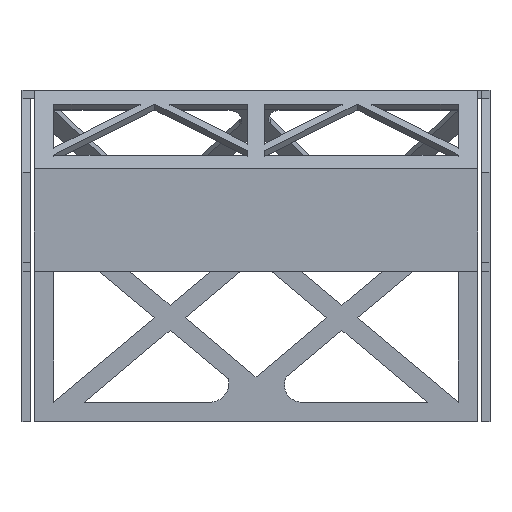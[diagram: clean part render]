
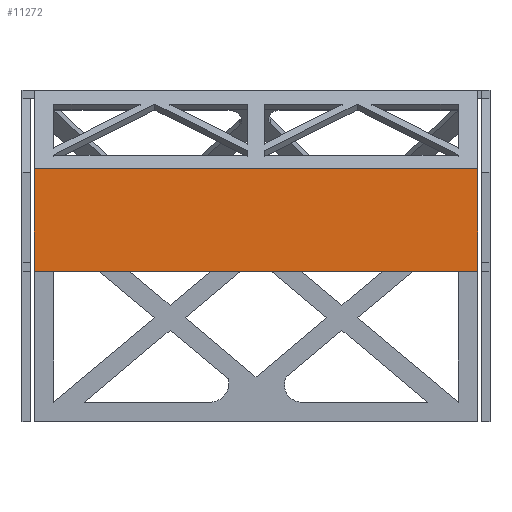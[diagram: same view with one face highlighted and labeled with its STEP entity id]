
A CAD part, front view. The second image highlights one B-rep face of the part: STEP entity #11272.
In plain terms, the highlighted planar face has unit normal (0, -1, 0).
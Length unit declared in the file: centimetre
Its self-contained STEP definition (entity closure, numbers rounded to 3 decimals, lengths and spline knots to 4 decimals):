
#1315=FACE_OUTER_BOUND('',#2017,.T.);
#2017=EDGE_LOOP('',(#10336,#10337,#10338,#10339));
#3198=LINE('',#19770,#4412);
#3214=LINE('',#19802,#4428);
#3224=LINE('',#19822,#4438);
#3228=LINE('',#19830,#4442);
#4412=VECTOR('',#13759,1.);
#4428=VECTOR('',#13787,1.);
#4438=VECTOR('',#13809,1.);
#4442=VECTOR('',#13821,1.);
#5504=VERTEX_POINT('',#19767);
#5505=VERTEX_POINT('',#19769);
#5514=VERTEX_POINT('',#19799);
#5515=VERTEX_POINT('',#19801);
#7100=EDGE_CURVE('',#5504,#5505,#3198,.T.);
#7116=EDGE_CURVE('',#5515,#5514,#3214,.T.);
#7126=EDGE_CURVE('',#5505,#5514,#3224,.T.);
#7130=EDGE_CURVE('',#5515,#5504,#3228,.T.);
#10336=ORIENTED_EDGE('',*,*,#7130,.F.);
#10337=ORIENTED_EDGE('',*,*,#7116,.T.);
#10338=ORIENTED_EDGE('',*,*,#7126,.F.);
#10339=ORIENTED_EDGE('',*,*,#7100,.F.);
#10731=PLANE('',#11737);
#11272=ADVANCED_FACE('',(#1315),#10731,.T.);
#11737=AXIS2_PLACEMENT_3D('',#19829,#13819,#13820);
#13759=DIRECTION('',(0.,0.,1.));
#13787=DIRECTION('',(0.,0.,1.));
#13809=DIRECTION('',(1.,0.,0.));
#13819=DIRECTION('center_axis',(0.,-1.,0.));
#13820=DIRECTION('ref_axis',(1.,0.,0.));
#13821=DIRECTION('',(-1.,0.,0.));
#19767=CARTESIAN_POINT('',(-16.,0.,0.));
#19769=CARTESIAN_POINT('',(-16.,0.,3.7));
#19770=CARTESIAN_POINT('',(-16.,0.,0.));
#19799=CARTESIAN_POINT('',(0.,0.,3.7));
#19801=CARTESIAN_POINT('',(0.,0.,0.));
#19802=CARTESIAN_POINT('',(0.,0.,0.));
#19822=CARTESIAN_POINT('',(0.,0.,3.7));
#19829=CARTESIAN_POINT('Origin',(-16.,0.,0.));
#19830=CARTESIAN_POINT('',(0.,0.,0.));
